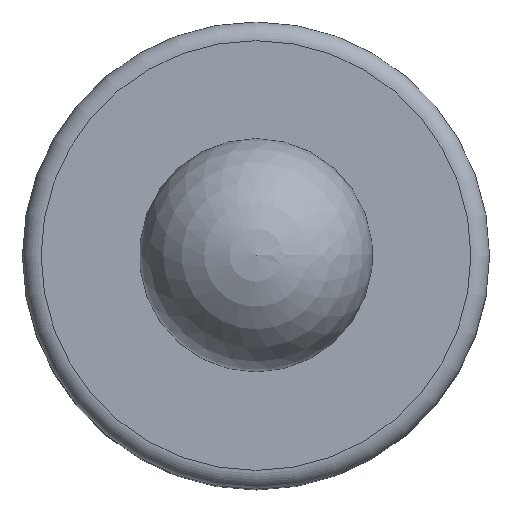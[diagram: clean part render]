
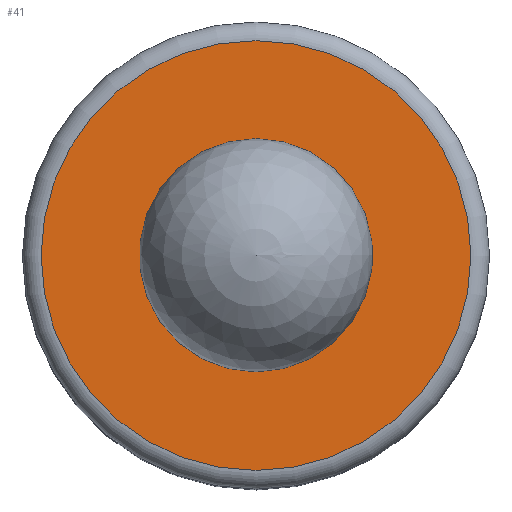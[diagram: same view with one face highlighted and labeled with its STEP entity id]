
A CAD part, top view. The second image highlights one B-rep face of the part: STEP entity #41.
In plain terms, the highlighted planar face has unit normal (0, 0, 1).
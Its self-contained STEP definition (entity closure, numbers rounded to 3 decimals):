
#41 = ADVANCED_FACE( '', ( #81, #82 ), #83, .F. );
#81 = FACE_OUTER_BOUND( '', #115, .T. );
#82 = FACE_BOUND( '', #116, .T. );
#83 = PLANE( '', #117 );
#115 = EDGE_LOOP( '', ( #153 ) );
#116 = EDGE_LOOP( '', ( #154 ) );
#117 = AXIS2_PLACEMENT_3D( '', #155, #156, #157 );
#153 = ORIENTED_EDGE( '', *, *, #165, .T. );
#154 = ORIENTED_EDGE( '', *, *, #169, .T. );
#155 = CARTESIAN_POINT( '', ( 0., 0., 3.95 ) );
#156 = DIRECTION( '', ( 0., 0., -1. ) );
#157 = DIRECTION( '', ( -1., 0., 0. ) );
#165 = EDGE_CURVE( '', #179, #179, #180, .F. );
#169 = EDGE_CURVE( '', #186, #186, #187, .T. );
#179 = VERTEX_POINT( '', #198 );
#180 = CIRCLE( '', #199, 4.6 );
#186 = VERTEX_POINT( '', #205 );
#187 = CIRCLE( '', #206, 1.623 );
#198 = CARTESIAN_POINT( '', ( -4.6, 0., 3.95 ) );
#199 = AXIS2_PLACEMENT_3D( '', #216, #217, #218 );
#205 = CARTESIAN_POINT( '', ( -1.623, 0., 3.95 ) );
#206 = AXIS2_PLACEMENT_3D( '', #225, #226, #227 );
#216 = CARTESIAN_POINT( '', ( 0., 0., 3.95 ) );
#217 = DIRECTION( '', ( 0., 0., -1. ) );
#218 = DIRECTION( '', ( -1., 0., 0. ) );
#225 = CARTESIAN_POINT( '', ( 0., 0., 3.95 ) );
#226 = DIRECTION( '', ( 0., 0., -1. ) );
#227 = DIRECTION( '', ( -1., 0., 0. ) );
